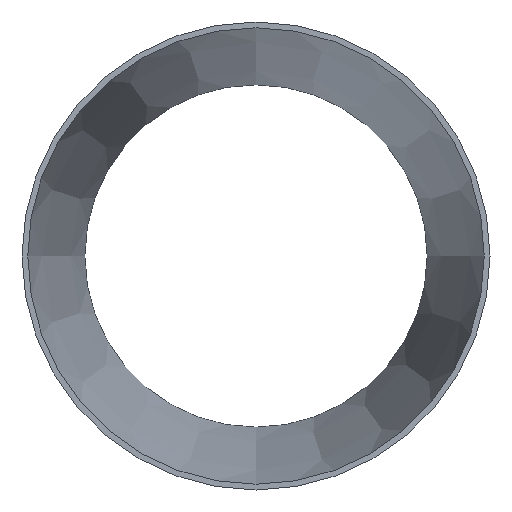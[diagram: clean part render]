
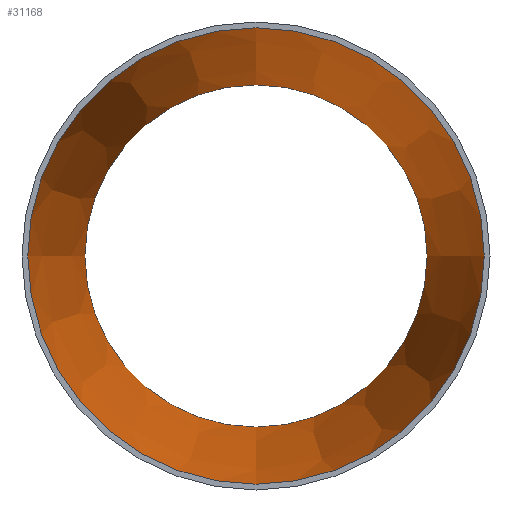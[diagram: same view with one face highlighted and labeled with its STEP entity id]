
A CAD part, front view. The second image highlights one B-rep face of the part: STEP entity #31168.
In plain terms, the highlighted conical face has half-angle 7.995 degrees and reference radius 199.951 mm.
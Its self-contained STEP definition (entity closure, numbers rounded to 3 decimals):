
#750 = EDGE_LOOP ( 'NONE', ( #6083 ) ) ;
#1375 = AXIS2_PLACEMENT_3D ( 'NONE', #1743, #12812, #12093 ) ;
#1743 = CARTESIAN_POINT ( 'NONE',  ( 0., 356., 0. ) ) ;
#2064 = CONICAL_SURFACE ( 'NONE', #22374, 199.951, 0.14 ) ;
#3112 = CIRCLE ( 'NONE', #1375, 149.951 ) ;
#5560 = ORIENTED_EDGE ( 'NONE', *, *, #12473, .F. ) ;
#6083 = ORIENTED_EDGE ( 'NONE', *, *, #11509, .T. ) ;
#7415 = CIRCLE ( 'NONE', #16725, 199.951 ) ;
#8133 = CARTESIAN_POINT ( 'NONE',  ( 0., 0., 0. ) ) ;
#8238 = EDGE_LOOP ( 'NONE', ( #5560 ) ) ;
#10502 = DIRECTION ( 'NONE',  ( 0., 0., -1. ) ) ;
#11509 = EDGE_CURVE ( 'NONE', #33953, #33953, #7415, .T. ) ;
#12093 = DIRECTION ( 'NONE',  ( 0., 0., -1. ) ) ;
#12473 = EDGE_CURVE ( 'NONE', #33780, #33780, #3112, .T. ) ;
#12812 = DIRECTION ( 'NONE',  ( 0., -1., 0. ) ) ;
#14299 = CARTESIAN_POINT ( 'NONE',  ( 0., 356., -149.951 ) ) ;
#16725 = AXIS2_PLACEMENT_3D ( 'NONE', #8133, #27570, #10502 ) ;
#18163 = CARTESIAN_POINT ( 'NONE',  ( 0., 0., 0. ) ) ;
#20899 = DIRECTION ( 'NONE',  ( 0., -1., 0. ) ) ;
#22374 = AXIS2_PLACEMENT_3D ( 'NONE', #18163, #20899, #32009 ) ;
#22482 = CARTESIAN_POINT ( 'NONE',  ( 0., 0., -199.951 ) ) ;
#27570 = DIRECTION ( 'NONE',  ( 0., -1., 0. ) ) ;
#31168 = ADVANCED_FACE ( 'NONE', ( #35674, #32557 ), #2064, .F. ) ;
#32009 = DIRECTION ( 'NONE',  ( 0., 0., -1. ) ) ;
#32557 = FACE_OUTER_BOUND ( 'NONE', #750, .T. ) ;
#33780 = VERTEX_POINT ( 'NONE', #14299 ) ;
#33953 = VERTEX_POINT ( 'NONE', #22482 ) ;
#35674 = FACE_BOUND ( 'NONE', #8238, .T. ) ;
